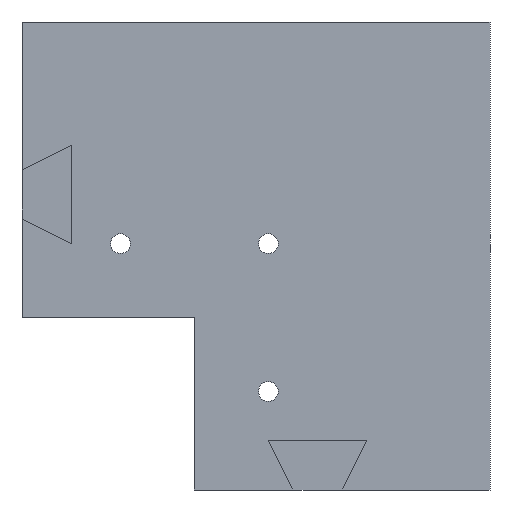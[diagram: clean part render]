
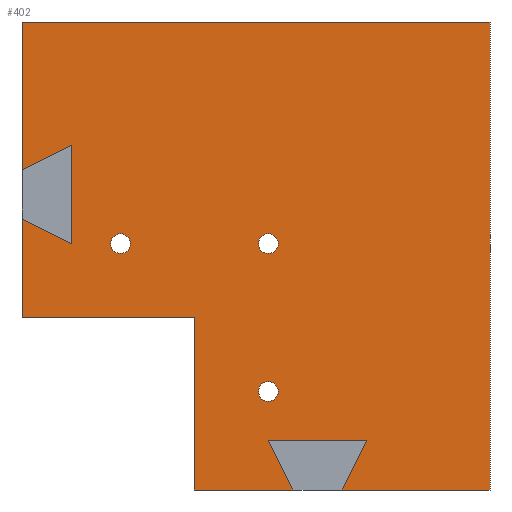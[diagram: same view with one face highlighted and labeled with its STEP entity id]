
A CAD part, front view. The second image highlights one B-rep face of the part: STEP entity #402.
In plain terms, the highlighted planar face has unit normal (0, -1, 0).
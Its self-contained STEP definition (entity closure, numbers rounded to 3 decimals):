
#21=FACE_BOUND('',#61,.T.);
#22=FACE_BOUND('',#62,.T.);
#23=FACE_BOUND('',#63,.T.);
#27=CIRCLE('',#447,2.);
#28=CIRCLE('',#448,2.);
#29=CIRCLE('',#449,2.);
#39=FACE_OUTER_BOUND('',#60,.T.);
#60=EDGE_LOOP('',(#286,#287,#288,#289,#290,#291,#292,#293,#294,#295,#296,
#297,#298,#299));
#61=EDGE_LOOP('',(#300));
#62=EDGE_LOOP('',(#301));
#63=EDGE_LOOP('',(#302));
#83=LINE('',#585,#130);
#87=LINE('',#593,#134);
#90=LINE('',#599,#137);
#94=LINE('',#607,#141);
#95=LINE('',#609,#142);
#96=LINE('',#611,#143);
#97=LINE('',#613,#144);
#98=LINE('',#615,#145);
#99=LINE('',#617,#146);
#100=LINE('',#619,#147);
#101=LINE('',#621,#148);
#102=LINE('',#623,#149);
#103=LINE('',#625,#150);
#104=LINE('',#626,#151);
#130=VECTOR('',#476,10.);
#134=VECTOR('',#482,10.);
#137=VECTOR('',#487,10.);
#141=VECTOR('',#495,10.);
#142=VECTOR('',#496,10.);
#143=VECTOR('',#497,10.);
#144=VECTOR('',#498,10.);
#145=VECTOR('',#499,10.);
#146=VECTOR('',#500,10.);
#147=VECTOR('',#501,10.);
#148=VECTOR('',#502,10.);
#149=VECTOR('',#503,10.);
#150=VECTOR('',#504,10.);
#151=VECTOR('',#505,10.);
#177=VERTEX_POINT('',#583);
#178=VERTEX_POINT('',#584);
#181=VERTEX_POINT('',#592);
#183=VERTEX_POINT('',#598);
#185=VERTEX_POINT('',#606);
#186=VERTEX_POINT('',#608);
#187=VERTEX_POINT('',#610);
#188=VERTEX_POINT('',#612);
#189=VERTEX_POINT('',#614);
#190=VERTEX_POINT('',#616);
#191=VERTEX_POINT('',#618);
#192=VERTEX_POINT('',#620);
#193=VERTEX_POINT('',#622);
#194=VERTEX_POINT('',#624);
#195=VERTEX_POINT('',#627);
#196=VERTEX_POINT('',#629);
#197=VERTEX_POINT('',#631);
#214=EDGE_CURVE('',#177,#178,#83,.T.);
#218=EDGE_CURVE('',#178,#181,#87,.T.);
#221=EDGE_CURVE('',#181,#183,#90,.T.);
#225=EDGE_CURVE('',#183,#185,#94,.T.);
#226=EDGE_CURVE('',#185,#186,#95,.T.);
#227=EDGE_CURVE('',#186,#187,#96,.T.);
#228=EDGE_CURVE('',#187,#188,#97,.T.);
#229=EDGE_CURVE('',#188,#189,#98,.T.);
#230=EDGE_CURVE('',#189,#190,#99,.T.);
#231=EDGE_CURVE('',#190,#191,#100,.T.);
#232=EDGE_CURVE('',#191,#192,#101,.T.);
#233=EDGE_CURVE('',#192,#193,#102,.T.);
#234=EDGE_CURVE('',#193,#194,#103,.T.);
#235=EDGE_CURVE('',#194,#177,#104,.T.);
#236=EDGE_CURVE('',#195,#195,#27,.T.);
#237=EDGE_CURVE('',#196,#196,#28,.T.);
#238=EDGE_CURVE('',#197,#197,#29,.T.);
#286=ORIENTED_EDGE('',*,*,#214,.T.);
#287=ORIENTED_EDGE('',*,*,#218,.T.);
#288=ORIENTED_EDGE('',*,*,#221,.T.);
#289=ORIENTED_EDGE('',*,*,#225,.T.);
#290=ORIENTED_EDGE('',*,*,#226,.T.);
#291=ORIENTED_EDGE('',*,*,#227,.T.);
#292=ORIENTED_EDGE('',*,*,#228,.T.);
#293=ORIENTED_EDGE('',*,*,#229,.T.);
#294=ORIENTED_EDGE('',*,*,#230,.T.);
#295=ORIENTED_EDGE('',*,*,#231,.T.);
#296=ORIENTED_EDGE('',*,*,#232,.T.);
#297=ORIENTED_EDGE('',*,*,#233,.T.);
#298=ORIENTED_EDGE('',*,*,#234,.T.);
#299=ORIENTED_EDGE('',*,*,#235,.T.);
#300=ORIENTED_EDGE('',*,*,#236,.T.);
#301=ORIENTED_EDGE('',*,*,#237,.T.);
#302=ORIENTED_EDGE('',*,*,#238,.T.);
#386=PLANE('',#446);
#402=ADVANCED_FACE('',(#39,#21,#22,#23),#386,.T.);
#446=AXIS2_PLACEMENT_3D('',#605,#493,#494);
#447=AXIS2_PLACEMENT_3D('',#628,#506,#507);
#448=AXIS2_PLACEMENT_3D('',#630,#508,#509);
#449=AXIS2_PLACEMENT_3D('',#632,#510,#511);
#476=DIRECTION('',(0.894,0.,0.447));
#482=DIRECTION('',(0.,0.,-1.));
#487=DIRECTION('',(-0.894,0.,0.447));
#493=DIRECTION('center_axis',(0.,-1.,0.));
#494=DIRECTION('ref_axis',(0.,0.,-1.));
#495=DIRECTION('',(0.,0.,-1.));
#496=DIRECTION('',(1.,0.,0.));
#497=DIRECTION('',(0.,0.,-1.));
#498=DIRECTION('',(1.,0.,0.));
#499=DIRECTION('',(-0.447,0.,0.894));
#500=DIRECTION('',(1.,0.,0.));
#501=DIRECTION('',(-0.447,0.,-0.894));
#502=DIRECTION('',(1.,0.,0.));
#503=DIRECTION('',(0.,0.,1.));
#504=DIRECTION('',(-1.,0.,0.));
#505=DIRECTION('',(0.,0.,-1.));
#506=DIRECTION('center_axis',(0.,1.,0.));
#507=DIRECTION('ref_axis',(1.,0.,0.));
#508=DIRECTION('center_axis',(0.,1.,0.));
#509=DIRECTION('ref_axis',(1.,0.,0.));
#510=DIRECTION('center_axis',(0.,1.,0.));
#511=DIRECTION('ref_axis',(1.,0.,0.));
#583=CARTESIAN_POINT('',(-23.291,-20.,-1.289));
#584=CARTESIAN_POINT('',(-13.291,-20.,3.711));
#585=CARTESIAN_POINT('',(-2.791,-20.,8.961));
#592=CARTESIAN_POINT('',(-13.291,-20.,-16.289));
#593=CARTESIAN_POINT('',(-13.291,-20.,-17.539));
#598=CARTESIAN_POINT('',(-23.291,-20.,-11.289));
#599=CARTESIAN_POINT('',(-2.791,-20.,-21.539));
#605=CARTESIAN_POINT('Origin',(24.209,-20.,-18.789));
#606=CARTESIAN_POINT('',(-23.291,-20.,-31.289));
#607=CARTESIAN_POINT('',(-23.291,-20.,-31.289));
#608=CARTESIAN_POINT('',(11.709,-20.,-31.289));
#609=CARTESIAN_POINT('',(11.709,-20.,-31.289));
#610=CARTESIAN_POINT('',(11.709,-20.,-66.289));
#611=CARTESIAN_POINT('',(11.709,-20.,-66.289));
#612=CARTESIAN_POINT('',(31.709,-20.,-66.289));
#613=CARTESIAN_POINT('',(71.709,-20.,-66.289));
#614=CARTESIAN_POINT('',(26.709,-20.,-56.289));
#615=CARTESIAN_POINT('',(21.459,-20.,-45.789));
#616=CARTESIAN_POINT('',(46.709,-20.,-56.289));
#617=CARTESIAN_POINT('',(25.459,-20.,-56.289));
#618=CARTESIAN_POINT('',(41.709,-20.,-66.289));
#619=CARTESIAN_POINT('',(51.959,-20.,-45.789));
#620=CARTESIAN_POINT('',(71.709,-20.,-66.289));
#621=CARTESIAN_POINT('',(71.709,-20.,-66.289));
#622=CARTESIAN_POINT('',(71.709,-20.,28.711));
#623=CARTESIAN_POINT('',(71.709,-20.,28.711));
#624=CARTESIAN_POINT('',(-23.291,-20.,28.711));
#625=CARTESIAN_POINT('',(-23.291,-20.,28.711));
#626=CARTESIAN_POINT('',(-23.291,-20.,-31.289));
#627=CARTESIAN_POINT('',(24.709,-20.,-46.289));
#628=CARTESIAN_POINT('Origin',(26.709,-20.,-46.289));
#629=CARTESIAN_POINT('',(-5.291,-20.,-16.289));
#630=CARTESIAN_POINT('Origin',(-3.291,-20.,-16.289));
#631=CARTESIAN_POINT('',(24.709,-20.,-16.289));
#632=CARTESIAN_POINT('Origin',(26.709,-20.,-16.289));
